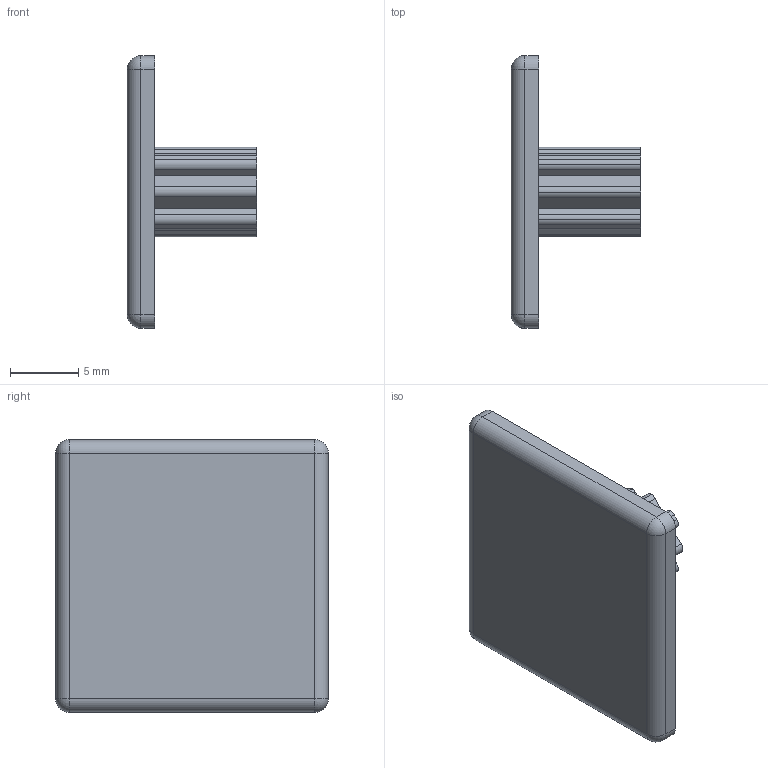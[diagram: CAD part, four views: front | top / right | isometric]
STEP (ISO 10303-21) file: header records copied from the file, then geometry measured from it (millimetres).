
FILE_DESCRIPTION (( 'STEP AP203' ), '1' );
FILE_NAME ('2cmX2cm Cap2_Default_sldprt.STEP', '2023-10-19T05:33:03', ( '' ), ( '' ), 'SwSTEP 2.0', 'SolidWorks 2023', '' );
FILE_SCHEMA (( 'CONFIG_CONTROL_DESIGN' ));
Length unit declared in the file: millimetre
Products named in the file (1): 2cmX2cm Cap2_Default_sldprt
Bounding box: 9.5 x 20 x 20 mm (x, y, z)
Volume: 855.2 mm3; surface area: 1166.7 mm2
Topology: 1 solids, 1 shells, 63 faces, 169 edges, 106 vertices
Faces by surface type: plane 32, cylinder 27, sphere 4
Entity records: 2014 total; most frequent: DIRECTION 347, CARTESIAN_POINT 335, ORIENTED_EDGE 330, EDGE_CURVE 165, AXIS2_PLACEMENT_3D 118, LINE 111, VECTOR 111, VERTEX_POINT 106
